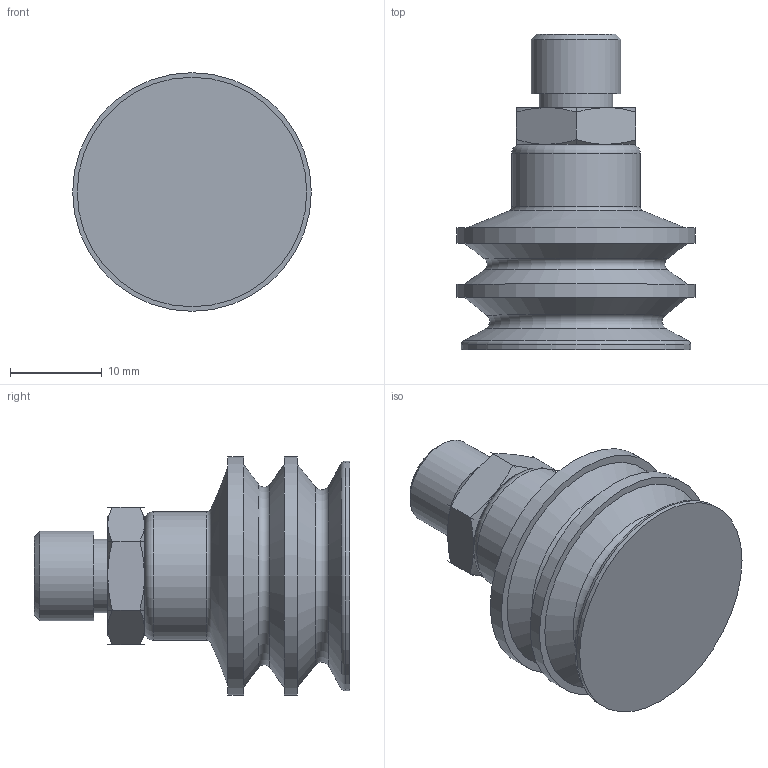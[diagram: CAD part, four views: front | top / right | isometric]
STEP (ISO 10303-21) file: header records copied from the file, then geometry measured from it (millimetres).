
FILE_DESCRIPTION(/* description */ (''),/* implementation_level */ '2;1');
FILE_NAME(/* name */ '3D_vf25sb+rac15r1-8m.stp',/* time_stamp */ '2020-03-25T08:49:39+01:00',/* author */ ('lmacia'),/* organization */ (''),/* preprocessor_version */ 'ST-DEVELOPER v17',/* originating_system */ 'Autodesk Inventor 2019',/* authorisation */ '');
FILE_SCHEMA (('AUTOMOTIVE_DESIGN { 1 0 10303 214 3 1 1 }'));
Length unit declared in the file: millimetre
Products named in the file (1): 3D_vf25+rac15r1-8m
Bounding box: 26 x 34.35 x 26 mm (x, y, z)
Volume: 8157 mm3; surface area: 3391.9 mm2
Topology: 1 solids, 1 shells, 71 faces, 197 edges, 135 vertices
Faces by surface type: plane 27, cone 20, cylinder 19, torus 5
Full cylindrical faces by diameter (mm): 2.5 x1, 8 x1, 9.728 x1, 14 x1, 25 x1, 26 x2
Entity records: 2437 total; most frequent: CARTESIAN_POINT 451, DIRECTION 419, ORIENTED_EDGE 392, EDGE_CURVE 196, AXIS2_PLACEMENT_3D 175, VERTEX_POINT 135, CIRCLE 103, EDGE_LOOP 79
